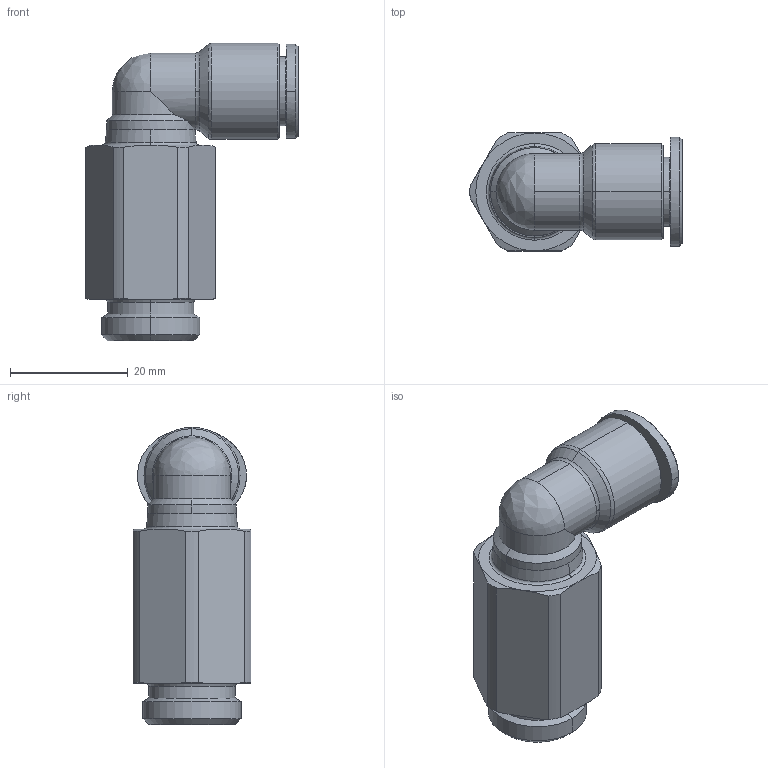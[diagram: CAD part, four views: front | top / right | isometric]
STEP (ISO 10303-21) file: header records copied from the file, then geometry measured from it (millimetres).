
FILE_DESCRIPTION (( 'STEP AP214' ), '1' );
FILE_NAME ('PLL10-G03.stp', '2015-09-11T14:32:10', ( '' ), ( '' ), 'SwSTEP 2.0', 'SolidWorks 2015', '' );
FILE_SCHEMA (( 'AUTOMOTIVE_DESIGN' ));
Length unit declared in the file: millimetre
Products named in the file (2): PLL10-G03; ｦ+ﾃｦ1
Assembly tree (1 placements, depth 2):
  PLL10-G03
    ｦ+ﾃｦ1
Bounding box: 35.99 x 20 x 50.45 mm (x, y, z)
Volume: 11478 mm3; surface area: 6339 mm2
Topology: 1 solids, 1 shells, 467 faces, 1315 edges, 865 vertices
Faces by surface type: plane 390, cone 36, cylinder 25, bspline 12, torus 4
Entity records: 16368 total; most frequent: CARTESIAN_POINT 3529, ORIENTED_EDGE 2624, DIRECTION 2282, EDGE_CURVE 1312, LINE 1160, VECTOR 1160, VERTEX_POINT 865, AXIS2_PLACEMENT_3D 561
